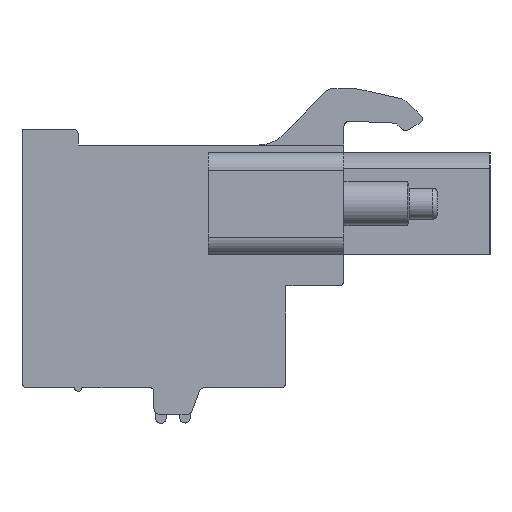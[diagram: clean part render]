
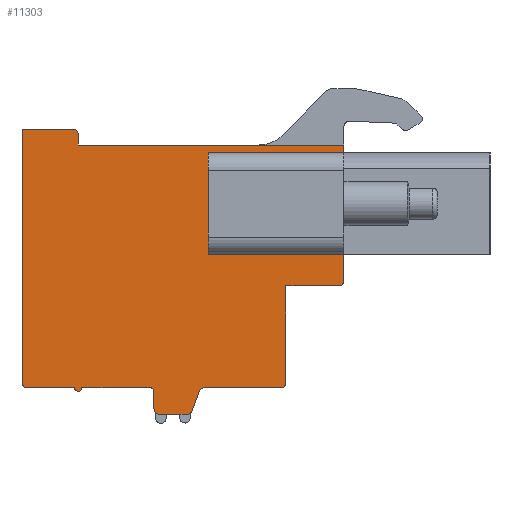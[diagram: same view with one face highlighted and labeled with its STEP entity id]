
A CAD part, left-side view. The second image highlights one B-rep face of the part: STEP entity #11303.
In plain terms, the highlighted planar face has unit normal (-1, 0, 0).
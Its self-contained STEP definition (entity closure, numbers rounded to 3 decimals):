
#1966=DIRECTION('',(0.,0.,1.));
#1967=VECTOR('',#1966,5.8);
#1968=CARTESIAN_POINT('',(-46.34,2.04,0.73));
#1969=LINE('',#1968,#1967);
#2018=DIRECTION('',(0.,0.,1.));
#2019=VECTOR('',#2018,5.8);
#2020=CARTESIAN_POINT('',(-46.34,-4.06,0.73));
#2021=LINE('',#2020,#2019);
#2022=DIRECTION('',(0.,1.,0.));
#2023=VECTOR('',#2022,6.1);
#2024=CARTESIAN_POINT('',(-46.34,-4.06,0.73));
#2025=LINE('',#2024,#2023);
#2026=DIRECTION('',(0.,1.,0.));
#2027=VECTOR('',#2026,6.1);
#2028=CARTESIAN_POINT('',(-46.34,-4.06,6.53));
#2029=LINE('',#2028,#2027);
#2030=CARTESIAN_POINT('',(-46.34,-5.36,-0.74));
#2031=DIRECTION('',(1.,0.,0.));
#2032=DIRECTION('',(0.,-1.,0.));
#2033=AXIS2_PLACEMENT_3D('',#2030,#2031,#2032);
#2035=DIRECTION('',(0.,-1.,0.));
#2036=VECTOR('',#2035,3.);
#2037=CARTESIAN_POINT('',(-46.34,-2.36,-1.04));
#2038=LINE('',#2037,#2036);
#2039=CARTESIAN_POINT('',(-46.34,-2.06,-6.54));
#2040=DIRECTION('',(1.,0.,0.));
#2041=DIRECTION('',(0.,-1.,0.));
#2042=AXIS2_PLACEMENT_3D('',#2039,#2040,#2041);
#2044=DIRECTION('',(0.,1.,0.));
#2045=VECTOR('',#2044,4.34);
#2046=CARTESIAN_POINT('',(-46.34,-2.06,-6.84));
#2047=LINE('',#2046,#2045);
#2048=CARTESIAN_POINT('',(-46.34,2.28,-7.14));
#2049=DIRECTION('',(-1.,0.,0.));
#2050=DIRECTION('',(0.,0.,1.));
#2051=AXIS2_PLACEMENT_3D('',#2048,#2049,#2050);
#2053=DIRECTION('',(0.,0.345,-0.939));
#2054=VECTOR('',#2053,1.179);
#2055=CARTESIAN_POINT('',(-46.34,2.562,-7.037));
#2056=LINE('',#2055,#2054);
#2057=CARTESIAN_POINT('',(-46.34,3.25,-8.04));
#2058=DIRECTION('',(1.,0.,0.));
#2059=DIRECTION('',(0.,-0.939,-0.345));
#2060=AXIS2_PLACEMENT_3D('',#2057,#2058,#2059);
#2062=DIRECTION('',(0.,1.,0.));
#2063=VECTOR('',#2062,1.59);
#2064=CARTESIAN_POINT('',(-46.34,3.25,-8.34));
#2065=LINE('',#2064,#2063);
#2066=CARTESIAN_POINT('',(-46.34,4.84,-8.04));
#2067=DIRECTION('',(1.,0.,0.));
#2068=DIRECTION('',(0.,0.,-1.));
#2069=AXIS2_PLACEMENT_3D('',#2066,#2067,#2068);
#2071=DIRECTION('',(0.,0.,1.));
#2072=VECTOR('',#2071,1.);
#2073=CARTESIAN_POINT('',(-46.34,5.14,-8.04));
#2074=LINE('',#2073,#2072);
#2075=CARTESIAN_POINT('',(-46.34,5.34,-7.04));
#2076=DIRECTION('',(-1.,0.,0.));
#2077=DIRECTION('',(0.,-1.,0.));
#2078=AXIS2_PLACEMENT_3D('',#2075,#2076,#2077);
#2080=DIRECTION('',(0.,1.,0.));
#2081=VECTOR('',#2080,3.9);
#2082=CARTESIAN_POINT('',(-46.34,5.34,-6.84));
#2083=LINE('',#2082,#2081);
#2084=CARTESIAN_POINT('',(-46.34,9.44,-6.84));
#2085=DIRECTION('',(1.,0.,0.));
#2086=DIRECTION('',(0.,-1.,0.));
#2087=AXIS2_PLACEMENT_3D('',#2084,#2085,#2086);
#2089=DIRECTION('',(0.,1.,0.));
#2090=VECTOR('',#2089,2.7);
#2091=CARTESIAN_POINT('',(-46.34,9.64,-6.84));
#2092=LINE('',#2091,#2090);
#2093=CARTESIAN_POINT('',(-46.34,12.34,-6.54));
#2094=DIRECTION('',(1.,0.,0.));
#2095=DIRECTION('',(0.,0.,-1.));
#2096=AXIS2_PLACEMENT_3D('',#2093,#2094,#2095);
#2098=DIRECTION('',(0.,0.,1.));
#2099=VECTOR('',#2098,14.4);
#2100=CARTESIAN_POINT('',(-46.34,12.64,-6.54));
#2101=LINE('',#2100,#2099);
#2102=DIRECTION('',(0.,-1.,0.));
#2103=VECTOR('',#2102,2.9);
#2104=CARTESIAN_POINT('',(-46.34,12.64,7.86));
#2105=LINE('',#2104,#2103);
#2106=CARTESIAN_POINT('',(-46.34,9.74,7.56));
#2107=DIRECTION('',(1.,0.,0.));
#2108=DIRECTION('',(0.,0.,1.));
#2109=AXIS2_PLACEMENT_3D('',#2106,#2107,#2108);
#2111=DIRECTION('',(0.,0.,-1.));
#2112=VECTOR('',#2111,0.6);
#2113=CARTESIAN_POINT('',(-46.34,9.44,7.56));
#2114=LINE('',#2113,#2112);
#2115=DIRECTION('',(0.,-1.,0.));
#2116=VECTOR('',#2115,15.1);
#2117=CARTESIAN_POINT('',(-46.34,9.44,6.96));
#2118=LINE('',#2117,#2116);
#2119=DIRECTION('',(0.,0.,-1.));
#2120=VECTOR('',#2119,7.7);
#2121=CARTESIAN_POINT('',(-46.34,-5.66,6.96));
#2122=LINE('',#2121,#2120);
#2135=DIRECTION('',(0.,0.,1.));
#2136=VECTOR('',#2135,5.5);
#2137=CARTESIAN_POINT('',(-46.34,-2.36,-6.54));
#2138=LINE('',#2137,#2136);
#6467=CARTESIAN_POINT('',(-46.34,9.44,6.96));
#6468=CARTESIAN_POINT('',(-46.34,-5.66,6.96));
#6469=VERTEX_POINT('',#6467);
#6470=VERTEX_POINT('',#6468);
#6471=CARTESIAN_POINT('',(-46.34,-2.36,-6.54));
#6472=CARTESIAN_POINT('',(-46.34,-2.06,-6.84));
#6473=VERTEX_POINT('',#6471);
#6474=VERTEX_POINT('',#6472);
#6475=CARTESIAN_POINT('',(-46.34,2.28,-6.84));
#6476=VERTEX_POINT('',#6475);
#6477=CARTESIAN_POINT('',(-46.34,2.562,-7.037));
#6478=VERTEX_POINT('',#6477);
#6479=CARTESIAN_POINT('',(-46.34,2.968,-8.143));
#6480=VERTEX_POINT('',#6479);
#6481=CARTESIAN_POINT('',(-46.34,3.25,-8.34));
#6482=VERTEX_POINT('',#6481);
#6483=CARTESIAN_POINT('',(-46.34,4.84,-8.34));
#6484=VERTEX_POINT('',#6483);
#6485=CARTESIAN_POINT('',(-46.34,5.14,-8.04));
#6486=VERTEX_POINT('',#6485);
#6487=CARTESIAN_POINT('',(-46.34,5.14,-7.04));
#6488=VERTEX_POINT('',#6487);
#6489=CARTESIAN_POINT('',(-46.34,5.34,-6.84));
#6490=VERTEX_POINT('',#6489);
#6491=CARTESIAN_POINT('',(-46.34,9.24,-6.84));
#6492=VERTEX_POINT('',#6491);
#6493=CARTESIAN_POINT('',(-46.34,9.64,-6.84));
#6494=VERTEX_POINT('',#6493);
#6495=CARTESIAN_POINT('',(-46.34,12.34,-6.84));
#6496=VERTEX_POINT('',#6495);
#6497=CARTESIAN_POINT('',(-46.34,12.64,-6.54));
#6498=VERTEX_POINT('',#6497);
#6499=CARTESIAN_POINT('',(-46.34,12.64,7.86));
#6500=VERTEX_POINT('',#6499);
#6501=CARTESIAN_POINT('',(-46.34,9.74,7.86));
#6502=VERTEX_POINT('',#6501);
#6503=CARTESIAN_POINT('',(-46.34,9.44,7.56));
#6504=VERTEX_POINT('',#6503);
#8141=CARTESIAN_POINT('',(-46.34,2.04,0.73));
#8142=CARTESIAN_POINT('',(-46.34,2.04,6.53));
#8143=VERTEX_POINT('',#8141);
#8144=VERTEX_POINT('',#8142);
#8177=CARTESIAN_POINT('',(-46.34,-4.06,0.73));
#8178=CARTESIAN_POINT('',(-46.34,-4.06,6.53));
#8179=VERTEX_POINT('',#8177);
#8180=VERTEX_POINT('',#8178);
#8423=CARTESIAN_POINT('',(-46.34,-5.66,-0.74));
#8424=VERTEX_POINT('',#8423);
#8425=CARTESIAN_POINT('',(-46.34,-2.36,-1.04));
#8426=VERTEX_POINT('',#8425);
#8427=CARTESIAN_POINT('',(-46.34,-5.36,-1.04));
#8428=VERTEX_POINT('',#8427);
#11247=CARTESIAN_POINT('',(-46.34,0.,0.));
#11248=DIRECTION('',(1.,0.,0.));
#11249=DIRECTION('',(0.,-1.,0.));
#11250=AXIS2_PLACEMENT_3D('',#11247,#11248,#11249);
#11251=PLANE('',#11250);
#11253=ORIENTED_EDGE('',*,*,#11252,.T.);
#11255=ORIENTED_EDGE('',*,*,#11254,.F.);
#11257=ORIENTED_EDGE('',*,*,#11256,.F.);
#11259=ORIENTED_EDGE('',*,*,#11258,.T.);
#11261=ORIENTED_EDGE('',*,*,#11260,.T.);
#11263=ORIENTED_EDGE('',*,*,#11262,.T.);
#11265=ORIENTED_EDGE('',*,*,#11264,.T.);
#11267=ORIENTED_EDGE('',*,*,#11266,.T.);
#11269=ORIENTED_EDGE('',*,*,#11268,.T.);
#11271=ORIENTED_EDGE('',*,*,#11270,.T.);
#11273=ORIENTED_EDGE('',*,*,#11272,.T.);
#11275=ORIENTED_EDGE('',*,*,#11274,.T.);
#11277=ORIENTED_EDGE('',*,*,#11276,.T.);
#11279=ORIENTED_EDGE('',*,*,#11278,.T.);
#11281=ORIENTED_EDGE('',*,*,#11280,.T.);
#11283=ORIENTED_EDGE('',*,*,#11282,.T.);
#11285=ORIENTED_EDGE('',*,*,#11284,.T.);
#11287=ORIENTED_EDGE('',*,*,#11286,.T.);
#11289=ORIENTED_EDGE('',*,*,#11288,.T.);
#11291=ORIENTED_EDGE('',*,*,#11290,.T.);
#11293=ORIENTED_EDGE('',*,*,#11292,.T.);
#11294=ORIENTED_EDGE('',*,*,#8622,.T.);
#11295=EDGE_LOOP('',(#11253,#11255,#11257,#11259,#11261,#11263,#11265,#11267,
#11269,#11271,#11273,#11275,#11277,#11279,#11281,#11283,#11285,#11287,#11289,
#11291,#11293,#11294));
#11296=FACE_OUTER_BOUND('',#11295,.F.);
#11297=ORIENTED_EDGE('',*,*,#11213,.F.);
#11298=ORIENTED_EDGE('',*,*,#11239,.T.);
#11299=ORIENTED_EDGE('',*,*,#11142,.T.);
#11300=ORIENTED_EDGE('',*,*,#11174,.F.);
#11301=EDGE_LOOP('',(#11297,#11298,#11299,#11300));
#11302=FACE_BOUND('',#11301,.F.);
#11303=ADVANCED_FACE('',(#11296,#11302),#11251,.F.);
#2034=CIRCLE('',#2033,0.3);
#2043=CIRCLE('',#2042,0.3);
#2052=CIRCLE('',#2051,0.3);
#2061=CIRCLE('',#2060,0.3);
#2070=CIRCLE('',#2069,0.3);
#2079=CIRCLE('',#2078,0.2);
#2088=CIRCLE('',#2087,0.2);
#2097=CIRCLE('',#2096,0.3);
#2110=CIRCLE('',#2109,0.3);
#8622=EDGE_CURVE('',#6470,#8424,#2122,.T.);
#11142=EDGE_CURVE('',#8180,#8144,#2029,.T.);
#11174=EDGE_CURVE('',#8143,#8144,#1969,.T.);
#11213=EDGE_CURVE('',#8179,#8143,#2025,.T.);
#11239=EDGE_CURVE('',#8179,#8180,#2021,.T.);
#11252=EDGE_CURVE('',#8424,#8428,#2034,.T.);
#11254=EDGE_CURVE('',#8426,#8428,#2038,.T.);
#11256=EDGE_CURVE('',#6473,#8426,#2138,.T.);
#11258=EDGE_CURVE('',#6473,#6474,#2043,.T.);
#11260=EDGE_CURVE('',#6474,#6476,#2047,.T.);
#11262=EDGE_CURVE('',#6476,#6478,#2052,.T.);
#11264=EDGE_CURVE('',#6478,#6480,#2056,.T.);
#11266=EDGE_CURVE('',#6480,#6482,#2061,.T.);
#11268=EDGE_CURVE('',#6482,#6484,#2065,.T.);
#11270=EDGE_CURVE('',#6484,#6486,#2070,.T.);
#11272=EDGE_CURVE('',#6486,#6488,#2074,.T.);
#11274=EDGE_CURVE('',#6488,#6490,#2079,.T.);
#11276=EDGE_CURVE('',#6490,#6492,#2083,.T.);
#11278=EDGE_CURVE('',#6492,#6494,#2088,.T.);
#11280=EDGE_CURVE('',#6494,#6496,#2092,.T.);
#11282=EDGE_CURVE('',#6496,#6498,#2097,.T.);
#11284=EDGE_CURVE('',#6498,#6500,#2101,.T.);
#11286=EDGE_CURVE('',#6500,#6502,#2105,.T.);
#11288=EDGE_CURVE('',#6502,#6504,#2110,.T.);
#11290=EDGE_CURVE('',#6504,#6469,#2114,.T.);
#11292=EDGE_CURVE('',#6469,#6470,#2118,.T.);
